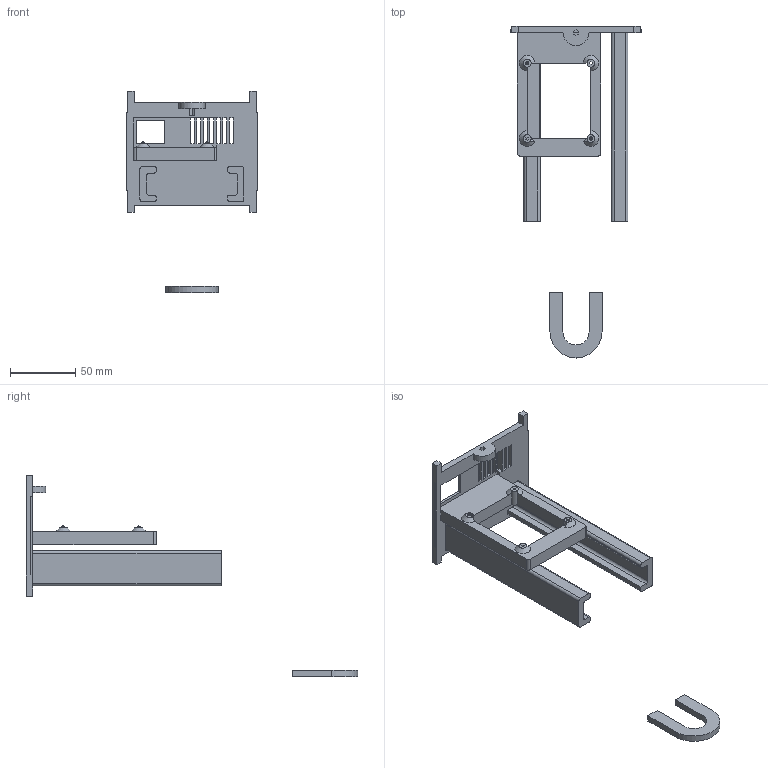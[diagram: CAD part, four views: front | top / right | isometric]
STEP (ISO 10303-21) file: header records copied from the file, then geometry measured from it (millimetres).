
FILE_DESCRIPTION(/* description */ (''),/* implementation_level */ '2;1');
FILE_NAME(/* name */ 'BirdPi.step',/* time_stamp */ '2025-09-17T10:41:12+10:00',/* author */ (''),/* organization */ (''),/* preprocessor_version */ 'ST-DEVELOPER v20.1',/* originating_system */ 'Autodesk Translation Framework v14.17.0.0',/* authorisation */ '');
FILE_SCHEMA (('AUTOMOTIVE_DESIGN { 1 0 10303 214 3 1 1 }'));
Length unit declared in the file: millimetre
Products named in the file (1): 2025-09-04-11-52-15-489
Bounding box: 101 x 255 x 155 mm (x, y, z)
Volume: 128022.5 mm3; surface area: 57937.5 mm2
Topology: 2 solids, 2 shells, 176 faces, 491 edges, 322 vertices
Faces by surface type: plane 130, cylinder 38, cone 6, bspline 2
Full cylindrical faces by diameter (mm): 2.5 x2
Entity records: 5765 total; most frequent: CARTESIAN_POINT 1114, ORIENTED_EDGE 982, DIRECTION 913, EDGE_CURVE 491, LINE 395, VECTOR 395, VERTEX_POINT 322, AXIS2_PLACEMENT_3D 259
